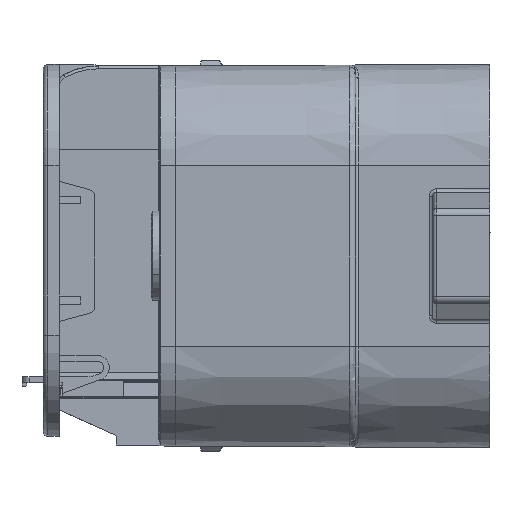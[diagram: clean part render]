
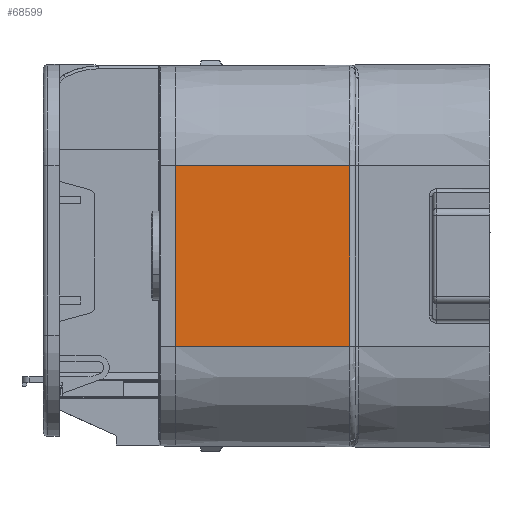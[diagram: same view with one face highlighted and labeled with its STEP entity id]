
A CAD part, left-side view. The second image highlights one B-rep face of the part: STEP entity #68599.
In plain terms, the highlighted planar face has unit normal (-1, 0.005, 0).
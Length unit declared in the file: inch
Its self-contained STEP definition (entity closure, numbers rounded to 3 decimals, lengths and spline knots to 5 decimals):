
#4300 = CARTESIAN_POINT ( 'NONE',  ( -1.455, 0.909, -0.63 ) ) ;
#6817 = CARTESIAN_POINT ( 'NONE',  ( -1.45518, 0.87421, 0.63 ) ) ;
#10027 = EDGE_CURVE ( 'NONE', #102014, #12162, #71791, .T. ) ;
#12162 = VERTEX_POINT ( 'NONE', #72507 ) ;
#14168 = LINE ( 'NONE', #48489, #88530 ) ;
#16810 = EDGE_CURVE ( 'NONE', #12162, #31768, #14168, .T. ) ;
#17861 = VERTEX_POINT ( 'NONE', #6817 ) ;
#18939 = LINE ( 'NONE', #52704, #29465 ) ;
#21438 = DIRECTION ( 'NONE',  ( -0.005, -1., 0. ) ) ;
#27415 = DIRECTION ( 'NONE',  ( 0.005, 1., 0. ) ) ;
#28065 = ORIENTED_EDGE ( 'NONE', *, *, #67600, .T. ) ;
#29465 = VECTOR ( 'NONE', #27415, 39.37008 ) ;
#30226 = EDGE_LOOP ( 'NONE', ( #85452, #106615, #100642, #28065 ) ) ;
#31768 = VERTEX_POINT ( 'NONE', #36126 ) ;
#36126 = CARTESIAN_POINT ( 'NONE',  ( -1.44881, 2.092, 0.63 ) ) ;
#38897 = VECTOR ( 'NONE', #83028, 39.37008 ) ;
#40535 = FACE_OUTER_BOUND ( 'NONE', #30226, .T. ) ;
#42671 = CARTESIAN_POINT ( 'NONE',  ( -1.45518, 0.87421, -0.63 ) ) ;
#48489 = CARTESIAN_POINT ( 'NONE',  ( -1.44881, 2.092, 0. ) ) ;
#52704 = CARTESIAN_POINT ( 'NONE',  ( -1.455, 0.909, 0.63 ) ) ;
#55046 = LINE ( 'NONE', #62400, #38897 ) ;
#55751 = DIRECTION ( 'NONE',  ( -1., 0.005, 0. ) ) ;
#62400 = CARTESIAN_POINT ( 'NONE',  ( -1.45518, 0.87421, 0. ) ) ;
#66413 = PLANE ( 'NONE',  #76332 ) ;
#67600 = EDGE_CURVE ( 'NONE', #17861, #31768, #18939, .T. ) ;
#68599 = ADVANCED_FACE ( 'NONE', ( #40535 ), #66413, .T. ) ;
#71791 = LINE ( 'NONE', #4300, #80264 ) ;
#72507 = CARTESIAN_POINT ( 'NONE',  ( -1.44881, 2.092, -0.63 ) ) ;
#76332 = AXIS2_PLACEMENT_3D ( 'NONE', #100706, #55751, #21438 ) ;
#80264 = VECTOR ( 'NONE', #106117, 39.37008 ) ;
#83028 = DIRECTION ( 'NONE',  ( 0., 0., 1. ) ) ;
#85452 = ORIENTED_EDGE ( 'NONE', *, *, #16810, .F. ) ;
#88530 = VECTOR ( 'NONE', #91787, 39.37008 ) ;
#91787 = DIRECTION ( 'NONE',  ( 0., 0., 1. ) ) ;
#100642 = ORIENTED_EDGE ( 'NONE', *, *, #110135, .T. ) ;
#100706 = CARTESIAN_POINT ( 'NONE',  ( -1.455, 0.909, 0. ) ) ;
#102014 = VERTEX_POINT ( 'NONE', #42671 ) ;
#106117 = DIRECTION ( 'NONE',  ( 0.005, 1., 0. ) ) ;
#106615 = ORIENTED_EDGE ( 'NONE', *, *, #10027, .F. ) ;
#110135 = EDGE_CURVE ( 'NONE', #102014, #17861, #55046, .T. ) ;
